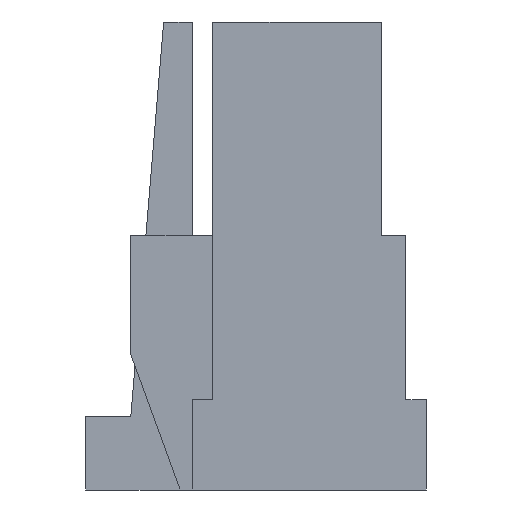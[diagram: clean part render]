
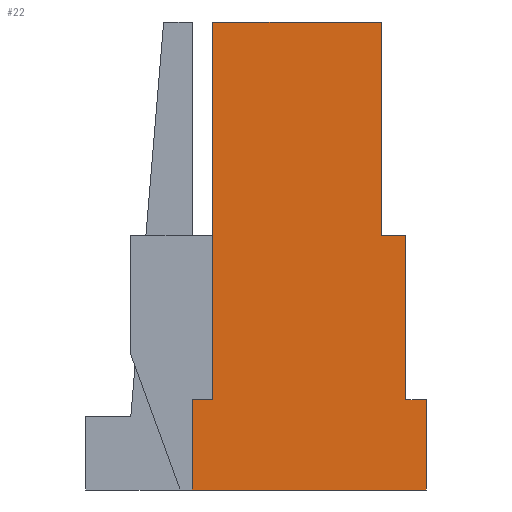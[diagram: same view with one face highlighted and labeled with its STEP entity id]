
A CAD part, left-side view. The second image highlights one B-rep face of the part: STEP entity #22.
In plain terms, the highlighted planar face has unit normal (-1, 0, 0).
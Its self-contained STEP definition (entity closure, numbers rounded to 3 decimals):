
#22 = ADVANCED_FACE ( 'NONE', ( #337 ), #2106, .T. ) ;
#88 = EDGE_CURVE ( 'NONE', #746, #747, #537, .T. ) ;
#203 = EDGE_CURVE ( 'NONE', #781, #746, #2682, .T. ) ;
#228 = EDGE_CURVE ( 'NONE', #792, #700, #2731, .T. ) ;
#236 = EDGE_CURVE ( 'NONE', #803, #781, #2747, .T. ) ;
#243 = EDGE_CURVE ( 'NONE', #747, #807, #1432, .T. ) ;
#247 = EDGE_CURVE ( 'NONE', #708, #319, #1430, .T. ) ;
#319 = VERTEX_POINT ( 'NONE', #2238 ) ;
#337 = FACE_OUTER_BOUND ( 'NONE', #970, .T. ) ;
#492 = ORIENTED_EDGE ( 'NONE', *, *, #228, .T. ) ;
#537 = LINE ( 'NONE', #832, #558 ) ;
#558 = VECTOR ( 'NONE', #837, 1000. ) ;
#600 = AXIS2_PLACEMENT_3D ( 'NONE', #2107, #2108, #2109 ) ;
#700 = VERTEX_POINT ( 'NONE', #2294 ) ;
#708 = VERTEX_POINT ( 'NONE', #2146 ) ;
#746 = VERTEX_POINT ( 'NONE', #2184 ) ;
#747 = VERTEX_POINT ( 'NONE', #2185 ) ;
#781 = VERTEX_POINT ( 'NONE', #2219 ) ;
#792 = VERTEX_POINT ( 'NONE', #1515 ) ;
#797 = VERTEX_POINT ( 'NONE', #1520 ) ;
#803 = VERTEX_POINT ( 'NONE', #1526 ) ;
#807 = VERTEX_POINT ( 'NONE', #1530 ) ;
#832 = CARTESIAN_POINT ( 'NONE',  ( -6.25, -0.55, -5.15 ) ) ;
#837 = DIRECTION ( 'NONE',  ( 0., 0., 1. ) ) ;
#870 = CARTESIAN_POINT ( 'NONE',  ( -6.25, 0.875, -5.7 ) ) ;
#917 = ORIENTED_EDGE ( 'NONE', *, *, #2563, .T. ) ;
#918 = ORIENTED_EDGE ( 'NONE', *, *, #247, .T. ) ;
#919 = ORIENTED_EDGE ( 'NONE', *, *, #2569, .F. ) ;
#920 = ORIENTED_EDGE ( 'NONE', *, *, #2567, .T. ) ;
#921 = ORIENTED_EDGE ( 'NONE', *, *, #236, .T. ) ;
#922 = ORIENTED_EDGE ( 'NONE', *, *, #203, .T. ) ;
#923 = ORIENTED_EDGE ( 'NONE', *, *, #88, .T. ) ;
#924 = ORIENTED_EDGE ( 'NONE', *, *, #243, .T. ) ;
#925 = ORIENTED_EDGE ( 'NONE', *, *, #2562, .T. ) ;
#970 = EDGE_LOOP ( 'NONE', ( #492, #917, #918, #919, #920, #921, #922, #923, #924, #925 ) ) ;
#1111 = CARTESIAN_POINT ( 'NONE',  ( -6.25, -0.3, -2.85 ) ) ;
#1112 = DIRECTION ( 'NONE',  ( 0., 0., 1. ) ) ;
#1113 = CARTESIAN_POINT ( 'NONE',  ( -6.25, 0., -2.85 ) ) ;
#1114 = DIRECTION ( 'NONE',  ( 0., 0., 1. ) ) ;
#1121 = CARTESIAN_POINT ( 'NONE',  ( -6.25, 0.875, -4.6 ) ) ;
#1122 = DIRECTION ( 'NONE',  ( 0., 1., 0. ) ) ;
#1134 = CARTESIAN_POINT ( 'NONE',  ( -6.25, 2.3, -2.85 ) ) ;
#1135 = DIRECTION ( 'NONE',  ( 0., 0., -1. ) ) ;
#1142 = CARTESIAN_POINT ( 'NONE',  ( -6.25, 0.875, 0. ) ) ;
#1148 = CARTESIAN_POINT ( 'NONE',  ( -6.25, -0.425, -4.6 ) ) ;
#1149 = DIRECTION ( 'NONE',  ( 0., 1., 0. ) ) ;
#1157 = DIRECTION ( 'NONE',  ( 0., 1., 0. ) ) ;
#1182 = DIRECTION ( 'NONE',  ( 0., -1., 0. ) ) ;
#1231 = CARTESIAN_POINT ( 'NONE',  ( -6.25, -0.15, -2.6 ) ) ;
#1232 = DIRECTION ( 'NONE',  ( 0., 1., 0. ) ) ;
#1430 = LINE ( 'NONE', #1142, #1443 ) ;
#1432 = LINE ( 'NONE', #1148, #1435 ) ;
#1435 = VECTOR ( 'NONE', #1149, 1000. ) ;
#1443 = VECTOR ( 'NONE', #1157, 1000. ) ;
#1515 = CARTESIAN_POINT ( 'NONE',  ( -6.25, -0.3, -2.6 ) ) ;
#1520 = CARTESIAN_POINT ( 'NONE',  ( -6.25, 2.05, -4.6 ) ) ;
#1526 = CARTESIAN_POINT ( 'NONE',  ( -6.25, 2.3, -4.6 ) ) ;
#1530 = CARTESIAN_POINT ( 'NONE',  ( -6.25, -0.3, -4.6 ) ) ;
#1725 = LINE ( 'NONE', #1113, #1733 ) ;
#1727 = LINE ( 'NONE', #1111, #1731 ) ;
#1731 = VECTOR ( 'NONE', #1112, 1000. ) ;
#1733 = VECTOR ( 'NONE', #1114, 1000. ) ;
#1738 = LINE ( 'NONE', #1121, #1741 ) ;
#1741 = VECTOR ( 'NONE', #1122, 1000. ) ;
#1742 = LINE ( 'NONE', #2301, #1745 ) ;
#1745 = VECTOR ( 'NONE', #2302, 1000. ) ;
#2106 = PLANE ( 'NONE',  #600 ) ;
#2107 = CARTESIAN_POINT ( 'NONE',  ( -6.25, 2.3, 0. ) ) ;
#2108 = DIRECTION ( 'NONE',  ( -1., 0., 0. ) ) ;
#2109 = DIRECTION ( 'NONE',  ( 0., 0., -1. ) ) ;
#2146 = CARTESIAN_POINT ( 'NONE',  ( -6.25, 0., 0. ) ) ;
#2184 = CARTESIAN_POINT ( 'NONE',  ( -6.25, -0.55, -5.7 ) ) ;
#2185 = CARTESIAN_POINT ( 'NONE',  ( -6.25, -0.55, -4.6 ) ) ;
#2219 = CARTESIAN_POINT ( 'NONE',  ( -6.25, 2.3, -5.7 ) ) ;
#2238 = CARTESIAN_POINT ( 'NONE',  ( -6.25, 2.05, 0. ) ) ;
#2294 = CARTESIAN_POINT ( 'NONE',  ( -6.25, 0., -2.6 ) ) ;
#2301 = CARTESIAN_POINT ( 'NONE',  ( -6.25, 2.05, -2.3 ) ) ;
#2302 = DIRECTION ( 'NONE',  ( 0., 0., 1. ) ) ;
#2562 = EDGE_CURVE ( 'NONE', #807, #792, #1727, .T. ) ;
#2563 = EDGE_CURVE ( 'NONE', #700, #708, #1725, .T. ) ;
#2567 = EDGE_CURVE ( 'NONE', #797, #803, #1738, .T. ) ;
#2569 = EDGE_CURVE ( 'NONE', #797, #319, #1742, .T. ) ;
#2682 = LINE ( 'NONE', #870, #2683 ) ;
#2683 = VECTOR ( 'NONE', #1182, 1000. ) ;
#2731 = LINE ( 'NONE', #1231, #2734 ) ;
#2734 = VECTOR ( 'NONE', #1232, 1000. ) ;
#2747 = LINE ( 'NONE', #1134, #2750 ) ;
#2750 = VECTOR ( 'NONE', #1135, 1000. ) ;
